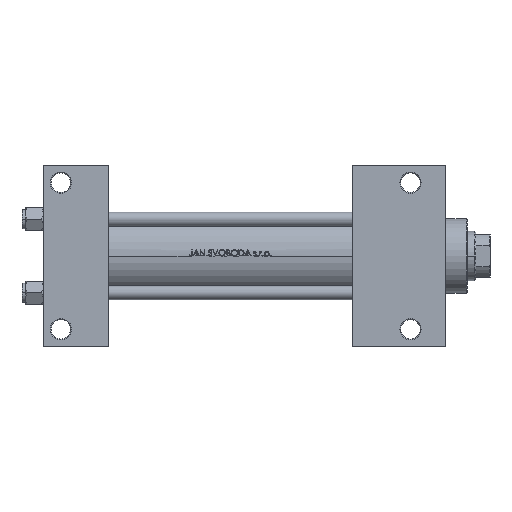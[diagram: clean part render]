
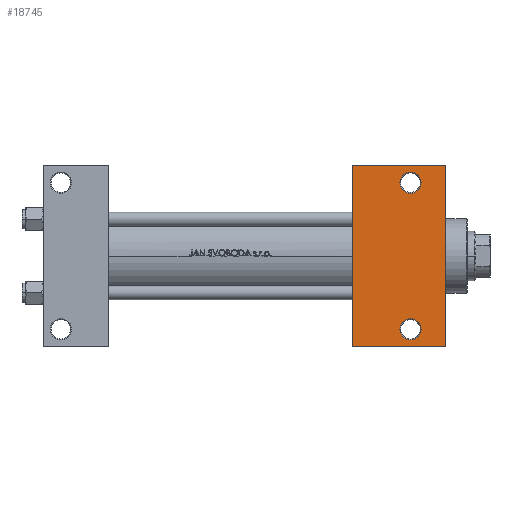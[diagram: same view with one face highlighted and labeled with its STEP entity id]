
A CAD part, front view. The second image highlights one B-rep face of the part: STEP entity #18745.
In plain terms, the highlighted face is planar.
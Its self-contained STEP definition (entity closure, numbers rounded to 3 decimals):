
#363 = CARTESIAN_POINT ( 'NONE',  ( 208., -41.5, -30. ) ) ;
#1072 = DIRECTION ( 'NONE',  ( 0., 0., 1. ) ) ;
#1242 = EDGE_CURVE ( 'NONE', #40278, #4870, #32359, .T. ) ;
#2509 = ORIENTED_EDGE ( 'NONE', *, *, #44580, .T. ) ;
#3366 = VERTEX_POINT ( 'NONE', #20604 ) ;
#3396 = CARTESIAN_POINT ( 'NONE',  ( 228., 51.5, -30. ) ) ;
#3754 = FACE_OUTER_BOUND ( 'NONE', #19118, .T. ) ;
#4157 = CIRCLE ( 'NONE', #35038, 6. ) ;
#4484 = ORIENTED_EDGE ( 'NONE', *, *, #39441, .T. ) ;
#4870 = VERTEX_POINT ( 'NONE', #23720 ) ;
#5467 = CIRCLE ( 'NONE', #6278, 6. ) ;
#6027 = VERTEX_POINT ( 'NONE', #9056 ) ;
#6278 = AXIS2_PLACEMENT_3D ( 'NONE', #26352, #41483, #34300 ) ;
#6736 = FACE_BOUND ( 'NONE', #47416, .T. ) ;
#7436 = EDGE_CURVE ( 'NONE', #48515, #6027, #10261, .T. ) ;
#7588 = ORIENTED_EDGE ( 'NONE', *, *, #7436, .T. ) ;
#8444 = DIRECTION ( 'NONE',  ( 1., 0., 0. ) ) ;
#8708 = ORIENTED_EDGE ( 'NONE', *, *, #1242, .F. ) ;
#9056 = CARTESIAN_POINT ( 'NONE',  ( 228., -51.5, -30. ) ) ;
#9325 = VERTEX_POINT ( 'NONE', #43749 ) ;
#10261 = LINE ( 'NONE', #38203, #33653 ) ;
#10675 = VERTEX_POINT ( 'NONE', #18986 ) ;
#11119 = DIRECTION ( 'NONE',  ( 0., 0., 1. ) ) ;
#11654 = AXIS2_PLACEMENT_3D ( 'NONE', #21867, #25824, #33527 ) ;
#12484 = EDGE_CURVE ( 'NONE', #3366, #10675, #48689, .T. ) ;
#12614 = ORIENTED_EDGE ( 'NONE', *, *, #12484, .T. ) ;
#13399 = CARTESIAN_POINT ( 'NONE',  ( 214., -41.5, -30. ) ) ;
#14920 = FACE_BOUND ( 'NONE', #48246, .T. ) ;
#15328 = VECTOR ( 'NONE', #8444, 1000. ) ;
#15862 = LINE ( 'NONE', #23042, #42118 ) ;
#17982 = DIRECTION ( 'NONE',  ( 0., -1., 0. ) ) ;
#18745 = ADVANCED_FACE ( 'NONE', ( #14920, #6736, #3754 ), #45397, .T. ) ;
#18986 = CARTESIAN_POINT ( 'NONE',  ( 214., 41.5, -30. ) ) ;
#19118 = EDGE_LOOP ( 'NONE', ( #8708, #20084, #7588, #2509 ) ) ;
#19448 = DIRECTION ( 'NONE',  ( 0., 1., 0. ) ) ;
#20084 = ORIENTED_EDGE ( 'NONE', *, *, #48439, .T. ) ;
#20604 = CARTESIAN_POINT ( 'NONE',  ( 202., 41.5, -30. ) ) ;
#21018 = LINE ( 'NONE', #43817, #15328 ) ;
#21117 = DIRECTION ( 'NONE',  ( 0., 0., 1. ) ) ;
#21867 = CARTESIAN_POINT ( 'NONE',  ( 228., 30., -30. ) ) ;
#22884 = VERTEX_POINT ( 'NONE', #13399 ) ;
#23042 = CARTESIAN_POINT ( 'NONE',  ( 175., -51.5, -30. ) ) ;
#23720 = CARTESIAN_POINT ( 'NONE',  ( 175., -51.5, -30. ) ) ;
#25824 = DIRECTION ( 'NONE',  ( 0., 0., -1. ) ) ;
#26352 = CARTESIAN_POINT ( 'NONE',  ( 208., -41.5, -30. ) ) ;
#26767 = DIRECTION ( 'NONE',  ( -1., 0., 0. ) ) ;
#27376 = EDGE_CURVE ( 'NONE', #9325, #22884, #5467, .T. ) ;
#29283 = EDGE_CURVE ( 'NONE', #10675, #3366, #34065, .T. ) ;
#29468 = VECTOR ( 'NONE', #17982, 1000. ) ;
#31137 = ORIENTED_EDGE ( 'NONE', *, *, #29283, .T. ) ;
#32359 = LINE ( 'NONE', #47462, #29468 ) ;
#33527 = DIRECTION ( 'NONE',  ( 0., 1., 0. ) ) ;
#33653 = VECTOR ( 'NONE', #34006, 1000. ) ;
#34006 = DIRECTION ( 'NONE',  ( 0., -1., 0. ) ) ;
#34065 = CIRCLE ( 'NONE', #46709, 6. ) ;
#34300 = DIRECTION ( 'NONE',  ( 0., 1., 0. ) ) ;
#35038 = AXIS2_PLACEMENT_3D ( 'NONE', #363, #1072, #19448 ) ;
#37607 = AXIS2_PLACEMENT_3D ( 'NONE', #45076, #11119, #44842 ) ;
#38203 = CARTESIAN_POINT ( 'NONE',  ( 228., 30., -30. ) ) ;
#39441 = EDGE_CURVE ( 'NONE', #22884, #9325, #4157, .T. ) ;
#39476 = CARTESIAN_POINT ( 'NONE',  ( 208., 41.5, -30. ) ) ;
#40278 = VERTEX_POINT ( 'NONE', #46269 ) ;
#41483 = DIRECTION ( 'NONE',  ( 0., 0., 1. ) ) ;
#42118 = VECTOR ( 'NONE', #26767, 1000. ) ;
#42710 = DIRECTION ( 'NONE',  ( 0., 1., 0. ) ) ;
#43749 = CARTESIAN_POINT ( 'NONE',  ( 202., -41.5, -30. ) ) ;
#43817 = CARTESIAN_POINT ( 'NONE',  ( 175., 51.5, -30. ) ) ;
#44580 = EDGE_CURVE ( 'NONE', #6027, #4870, #15862, .T. ) ;
#44842 = DIRECTION ( 'NONE',  ( 0., 1., 0. ) ) ;
#45076 = CARTESIAN_POINT ( 'NONE',  ( 208., 41.5, -30. ) ) ;
#45397 = PLANE ( 'NONE',  #11654 ) ;
#46269 = CARTESIAN_POINT ( 'NONE',  ( 175., 51.5, -30. ) ) ;
#46462 = ORIENTED_EDGE ( 'NONE', *, *, #27376, .T. ) ;
#46709 = AXIS2_PLACEMENT_3D ( 'NONE', #39476, #21117, #42710 ) ;
#47416 = EDGE_LOOP ( 'NONE', ( #46462, #4484 ) ) ;
#47462 = CARTESIAN_POINT ( 'NONE',  ( 175., 30., -30. ) ) ;
#48246 = EDGE_LOOP ( 'NONE', ( #12614, #31137 ) ) ;
#48439 = EDGE_CURVE ( 'NONE', #40278, #48515, #21018, .T. ) ;
#48515 = VERTEX_POINT ( 'NONE', #3396 ) ;
#48689 = CIRCLE ( 'NONE', #37607, 6. ) ;
